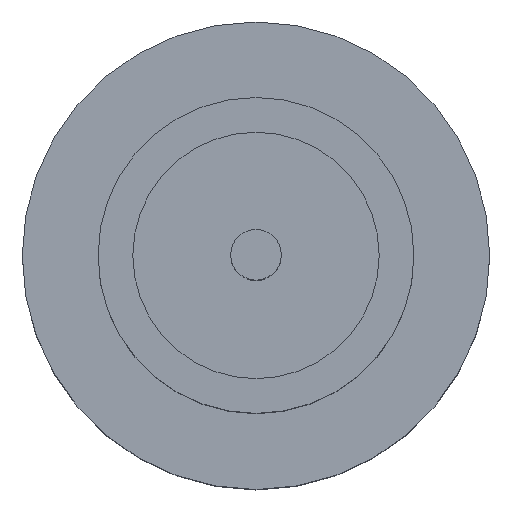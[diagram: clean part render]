
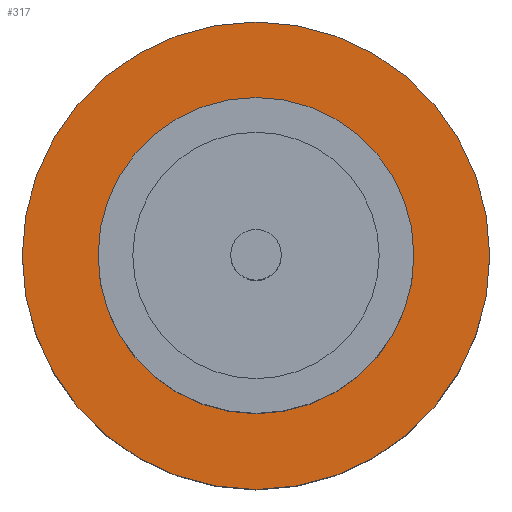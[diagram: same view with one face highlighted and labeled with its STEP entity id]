
A CAD part, top view. The second image highlights one B-rep face of the part: STEP entity #317.
In plain terms, the highlighted planar face has unit normal (0, 0, 1).
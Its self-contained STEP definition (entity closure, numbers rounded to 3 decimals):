
#88 = FACE_BOUND ( 'NONE', #825, .T. ) ;
#101 = CARTESIAN_POINT ( 'NONE',  ( 1.85, 0., 1.55 ) ) ;
#144 = CARTESIAN_POINT ( 'NONE',  ( 0., 0., 1.55 ) ) ;
#178 = CIRCLE ( 'NONE', #513, 1.25 ) ;
#190 = EDGE_LOOP ( 'NONE', ( #699, #565 ) ) ;
#194 = EDGE_CURVE ( 'NONE', #525, #356, #178, .T. ) ;
#200 = CARTESIAN_POINT ( 'NONE',  ( -1.25, 0., 1.55 ) ) ;
#201 = EDGE_CURVE ( 'NONE', #697, #842, #471, .T. ) ;
#206 = CIRCLE ( 'NONE', #508, 1.25 ) ;
#280 = EDGE_CURVE ( 'NONE', #842, #697, #375, .T. ) ;
#301 = AXIS2_PLACEMENT_3D ( 'NONE', #361, #640, #644 ) ;
#317 = ADVANCED_FACE ( 'NONE', ( #88, #829 ), #388, .T. ) ;
#319 = DIRECTION ( 'NONE',  ( 0., 0., 1. ) ) ;
#333 = DIRECTION ( 'NONE',  ( 1., 0., 0. ) ) ;
#340 = DIRECTION ( 'NONE',  ( 0., 0., 1. ) ) ;
#356 = VERTEX_POINT ( 'NONE', #200 ) ;
#361 = CARTESIAN_POINT ( 'NONE',  ( 0., 0., 1.55 ) ) ;
#375 = CIRCLE ( 'NONE', #301, 1.85 ) ;
#388 = PLANE ( 'NONE',  #413 ) ;
#399 = CARTESIAN_POINT ( 'NONE',  ( 0., 0., 1.55 ) ) ;
#413 = AXIS2_PLACEMENT_3D ( 'NONE', #399, #319, #740 ) ;
#451 = ORIENTED_EDGE ( 'NONE', *, *, #695, .F. ) ;
#458 = DIRECTION ( 'NONE',  ( 1., 0., 0. ) ) ;
#471 = CIRCLE ( 'NONE', #613, 1.85 ) ;
#477 = CARTESIAN_POINT ( 'NONE',  ( 0., 0., 1.55 ) ) ;
#490 = CARTESIAN_POINT ( 'NONE',  ( 0., 0., 1.55 ) ) ;
#508 = AXIS2_PLACEMENT_3D ( 'NONE', #144, #544, #458 ) ;
#513 = AXIS2_PLACEMENT_3D ( 'NONE', #477, #340, #333 ) ;
#525 = VERTEX_POINT ( 'NONE', #561 ) ;
#544 = DIRECTION ( 'NONE',  ( 0., 0., 1. ) ) ;
#560 = DIRECTION ( 'NONE',  ( 0., 0., 1. ) ) ;
#561 = CARTESIAN_POINT ( 'NONE',  ( 1.25, 0., 1.55 ) ) ;
#565 = ORIENTED_EDGE ( 'NONE', *, *, #280, .T. ) ;
#613 = AXIS2_PLACEMENT_3D ( 'NONE', #490, #560, #818 ) ;
#640 = DIRECTION ( 'NONE',  ( 0., 0., 1. ) ) ;
#644 = DIRECTION ( 'NONE',  ( 1., 0., 0. ) ) ;
#655 = CARTESIAN_POINT ( 'NONE',  ( -1.85, 0., 1.55 ) ) ;
#657 = ORIENTED_EDGE ( 'NONE', *, *, #194, .F. ) ;
#695 = EDGE_CURVE ( 'NONE', #356, #525, #206, .T. ) ;
#697 = VERTEX_POINT ( 'NONE', #655 ) ;
#699 = ORIENTED_EDGE ( 'NONE', *, *, #201, .T. ) ;
#740 = DIRECTION ( 'NONE',  ( 1., 0., 0. ) ) ;
#818 = DIRECTION ( 'NONE',  ( 1., 0., 0. ) ) ;
#825 = EDGE_LOOP ( 'NONE', ( #657, #451 ) ) ;
#829 = FACE_OUTER_BOUND ( 'NONE', #190, .T. ) ;
#842 = VERTEX_POINT ( 'NONE', #101 ) ;
